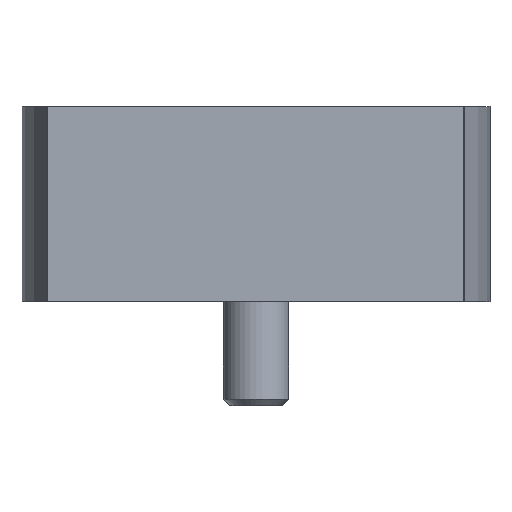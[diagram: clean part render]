
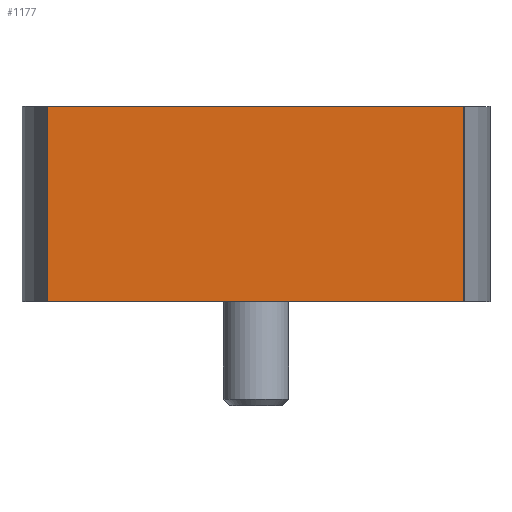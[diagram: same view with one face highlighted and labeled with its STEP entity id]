
A CAD part, left-side view. The second image highlights one B-rep face of the part: STEP entity #1177.
In plain terms, the highlighted planar face has unit normal (-1, 0, 0).
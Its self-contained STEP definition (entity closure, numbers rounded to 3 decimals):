
#165=ORIENTED_EDGE('',*,*,#481,.T.);
#166=ORIENTED_EDGE('',*,*,#471,.F.);
#167=ORIENTED_EDGE('',*,*,#482,.F.);
#168=ORIENTED_EDGE('',*,*,#475,.T.);
#471=EDGE_CURVE('',#629,#630,#740,.T.);
#475=EDGE_CURVE('',#634,#633,#744,.T.);
#481=EDGE_CURVE('',#633,#630,#750,.T.);
#482=EDGE_CURVE('',#634,#629,#751,.T.);
#629=VERTEX_POINT('',#1830);
#630=VERTEX_POINT('',#1832);
#633=VERTEX_POINT('',#1839);
#634=VERTEX_POINT('',#1841);
#740=LINE('',#1831,#826);
#744=LINE('',#1840,#830);
#750=LINE('',#1853,#836);
#751=LINE('',#1854,#837);
#826=VECTOR('',#1441,1000.);
#830=VECTOR('',#1447,1000.);
#836=VECTOR('',#1457,1000.);
#837=VECTOR('',#1458,1000.);
#910=EDGE_LOOP('',(#165,#166,#167,#168));
#1022=FACE_BOUND('',#910,.T.);
#1137=PLANE('',#1284);
#1177=ADVANCED_FACE('',(#1022),#1137,.F.);
#1284=AXIS2_PLACEMENT_3D('',#1852,#1455,#1456);
#1441=DIRECTION('',(0.,0.,-1.));
#1447=DIRECTION('',(0.,0.,-1.));
#1455=DIRECTION('',(1.,0.,0.));
#1456=DIRECTION('',(0.,0.,-1.));
#1457=DIRECTION('',(0.,-1.,0.));
#1458=DIRECTION('',(0.,-1.,0.));
#1830=CARTESIAN_POINT('',(-27.5,-16.,7.5));
#1831=CARTESIAN_POINT('',(-27.5,-16.,7.5));
#1832=CARTESIAN_POINT('',(-27.5,-16.,-7.5));
#1839=CARTESIAN_POINT('',(-27.5,16.,-7.5));
#1840=CARTESIAN_POINT('',(-27.5,16.,7.5));
#1841=CARTESIAN_POINT('',(-27.5,16.,7.5));
#1852=CARTESIAN_POINT('',(-27.5,16.,7.5));
#1853=CARTESIAN_POINT('',(-27.5,16.,-7.5));
#1854=CARTESIAN_POINT('',(-27.5,16.,7.5));
